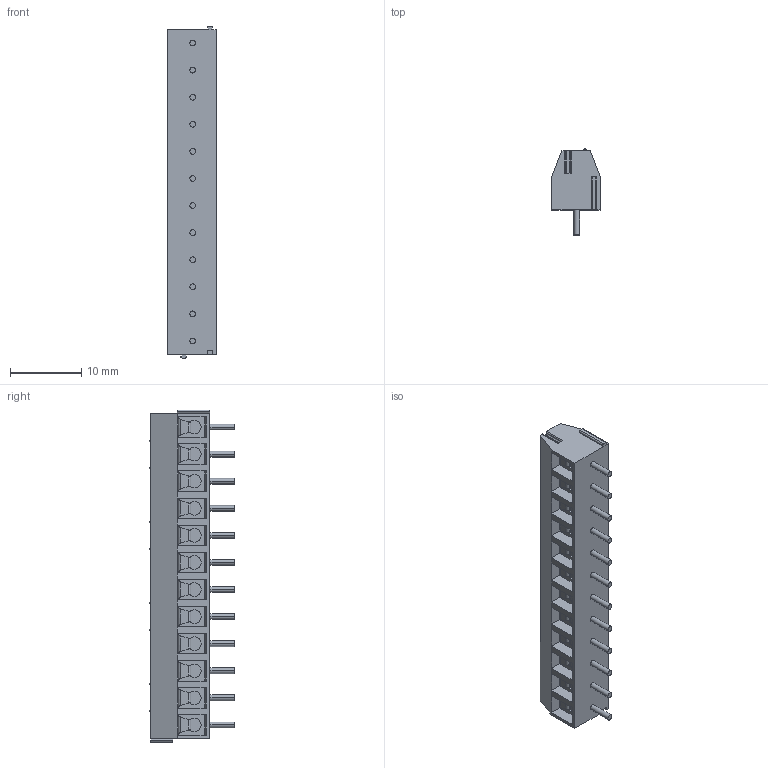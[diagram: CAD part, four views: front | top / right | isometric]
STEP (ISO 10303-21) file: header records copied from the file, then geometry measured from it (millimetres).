
FILE_DESCRIPTION((''),'2;1');
FILE_NAME('PRT0001','2025-04-06T',('sj'),(''),'PRO/ENGINEER BY PARAMETRIC TECHNOLOGY CORPORATION, 2013240','PRO/ENGINEER BY PARAMETRIC TECHNOLOGY CORPORATION, 2013240','');
FILE_SCHEMA(('AUTOMOTIVE_DESIGN_CC2 { 1 2 10303 214 -1 1 5 2 }'));
Length unit declared in the file: millimetre
Products named in the file (1): PRT0001
Bounding box: 6.8 x 12.05 x 46.72 mm (x, y, z)
Volume: 2084.8 mm3; surface area: 2021.7 mm2
Topology: 1 solids, 1 shells, 556 faces, 1458 edges, 932 vertices
Faces by surface type: plane 312, cylinder 204, torus 24, sphere 16
Entity records: 17492 total; most frequent: CARTESIAN_POINT 3844, ORIENTED_EDGE 2884, DIRECTION 2754, EDGE_CURVE 1442, AXIS2_PLACEMENT_3D 948, VERTEX_POINT 932, VECTOR 858, LINE 858
